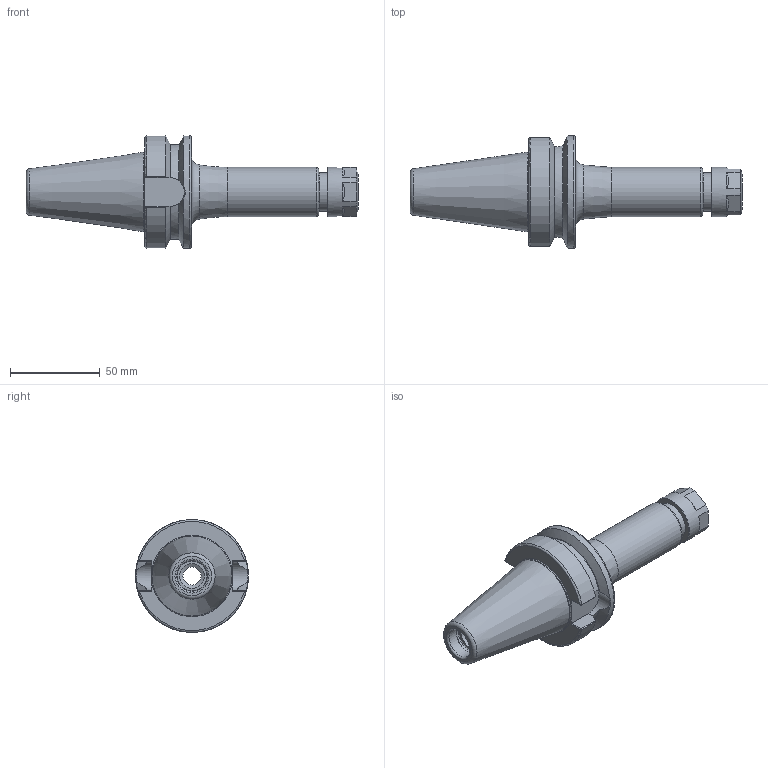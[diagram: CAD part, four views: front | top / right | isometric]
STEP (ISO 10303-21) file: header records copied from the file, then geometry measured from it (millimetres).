
FILE_DESCRIPTION(/* description */ (''),/* implementation_level */ '2;1');
FILE_NAME(/* name */ 'DBT40-SX10-120.stp',/* time_stamp */ '2019-06-20T09:57:36-05:00',/* author */ ('ldfli'),/* organization */ (''),/* preprocessor_version */ 'ST-DEVELOPER v18',/* originating_system */ 'Autodesk Inventor LT',/* authorisation */ '');
FILE_SCHEMA (('AUTOMOTIVE_DESIGN { 1 0 10303 214 3 1 1 }'));
Length unit declared in the file: millimetre
Products named in the file (1): DBT40-SX10-120
Bounding box: 185.4 x 63 x 63 mm (x, y, z)
Volume: 167544.7 mm3; surface area: 35394.2 mm2
Topology: 2 solids, 2 shells, 113 faces, 327 edges, 227 vertices
Faces by surface type: plane 45, cylinder 21, cone 20, torus 17, bspline 10
Full cylindrical faces by diameter (mm): 10.106 x1, 12.5 x1, 12.8 x1, 13.835 x1, 14.7 x1, 17 x1, 17.5 x1, 20.5 x1, 21.5 x1, 21.8 x1, 22.2 x1, 27.5 x2, 44.45 x1, 63 x1
Entity records: 4383 total; most frequent: CARTESIAN_POINT 1373, ORIENTED_EDGE 654, DIRECTION 619, EDGE_CURVE 327, AXIS2_PLACEMENT_3D 262, VERTEX_POINT 227, CIRCLE 158, EDGE_LOOP 126
